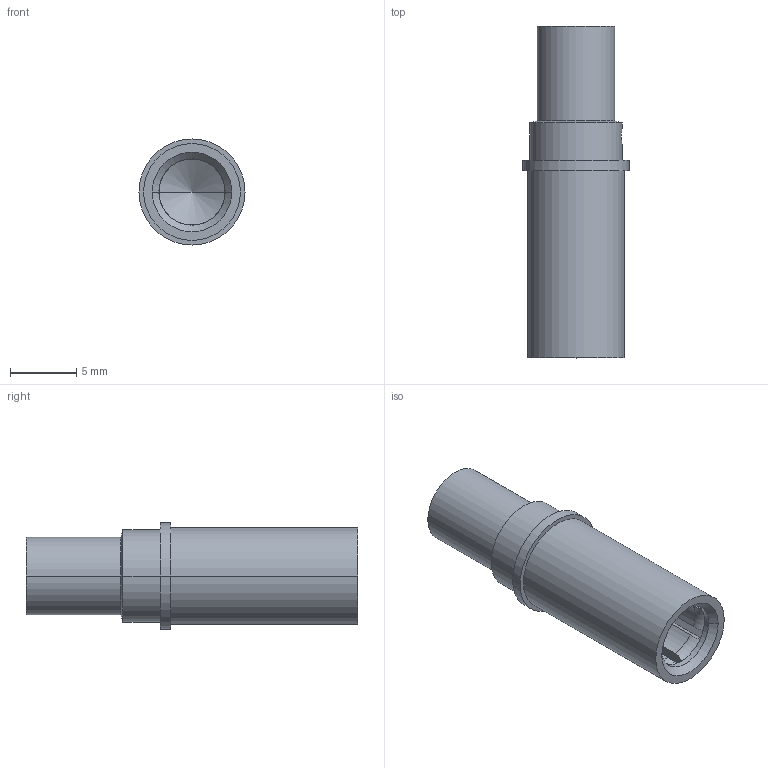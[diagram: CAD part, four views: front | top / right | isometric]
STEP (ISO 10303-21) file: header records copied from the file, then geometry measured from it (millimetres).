
FILE_DESCRIPTION((''),'2;1');
FILE_NAME('00170473102','2020-09-17T',('presta_be4'),(''),'CREO PARAMETRIC BY PTC INC, 2018360','CREO PARAMETRIC BY PTC INC, 2018360','');
FILE_SCHEMA(('CONFIG_CONTROL_DESIGN'));
Length unit declared in the file: millimetre
Products named in the file (1): 00170473102
Bounding box: 7.99 x 25 x 7.99 mm (x, y, z)
Volume: 491.4 mm3; surface area: 1440.4 mm2
Topology: 1 solids, 2 shells, 92 faces, 240 edges, 142 vertices
Faces by surface type: cylinder 34, plane 30, cone 20, torus 8
Entity records: 3000 total; most frequent: CARTESIAN_POINT 678, DIRECTION 500, ORIENTED_EDGE 472, EDGE_CURVE 236, AXIS2_PLACEMENT_3D 200, VERTEX_POINT 142, CIRCLE 108, EDGE_LOOP 102
